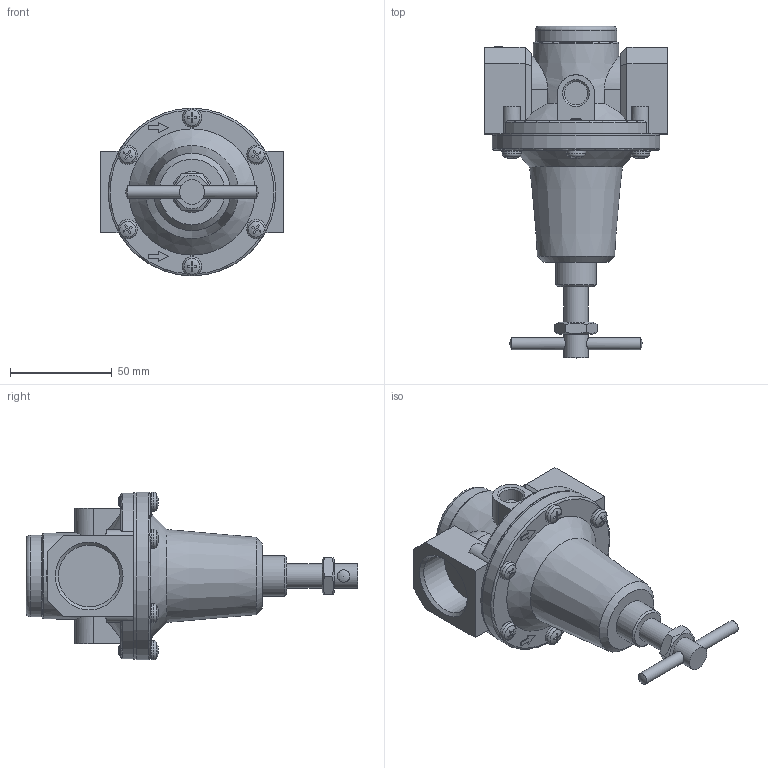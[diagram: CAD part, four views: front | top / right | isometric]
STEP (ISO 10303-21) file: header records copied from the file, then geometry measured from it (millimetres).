
FILE_DESCRIPTION(/* description */ ('STEP AP214'),/* implementation_level */ '2;1');
FILE_NAME(/* name */ '033996',/* time_stamp */ '2026-03-16T10:51:04+01:00',/* author */ ('License CC BY-ND 4.0'),/* organization */ ('CADENAS'),/* preprocessor_version */ 'ST-DEVELOPER v20',/* originating_system */ 'PARTsolutions',/* authorisation */ ' ');
FILE_SCHEMA (('AUTOMOTIVE_DESIGN {1 0 10303 214 3 1 1}'));
Length unit declared in the file: millimetre
Products named in the file (2): 033996; 637.45 B(00)-1
Assembly tree (1 placements, depth 2):
  033996
    637.45 B(00)-1
Bounding box: 90 x 163 x 82.5 mm (x, y, z)
Volume: 292606 mm3; surface area: 40468.4 mm2
Topology: 1 solids, 1 shells, 253 faces, 645 edges, 417 vertices
Faces by surface type: plane 180, cylinder 29, cone 25, torus 11, sphere 8
Full cylindrical faces by diameter (mm): 5 x2, 6 x2, 8.5 x6, 11.445 x1, 12 x1, 12.06 x1, 20 x1, 30.291 x2, 40 x1, 82 x1, 82.4 x1
Entity records: 9113 total; most frequent: CARTESIAN_POINT 1488, DIRECTION 1215, ORIENTED_EDGE 1130, EDGE_CURVE 565, AXIS2_PLACEMENT_3D 447, VERTEX_POINT 394, EDGE_LOOP 333, FACE_BOUND 333
